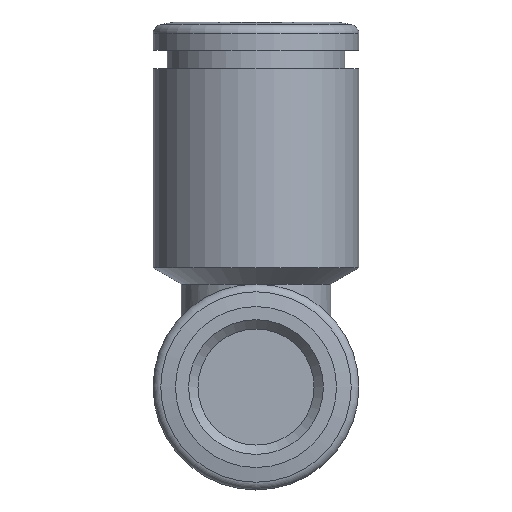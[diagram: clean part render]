
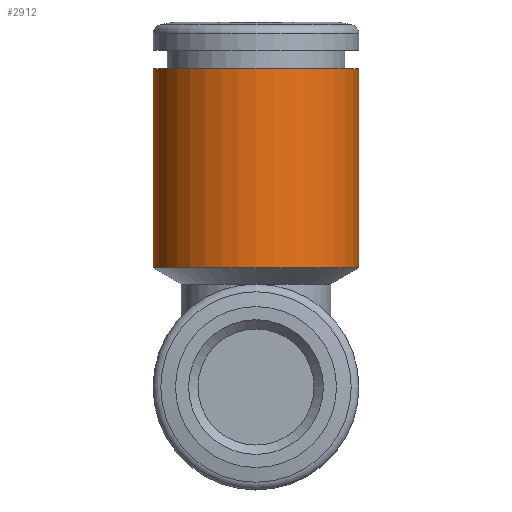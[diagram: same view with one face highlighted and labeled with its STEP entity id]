
A CAD part, left-side view. The second image highlights one B-rep face of the part: STEP entity #2912.
In plain terms, the highlighted cylindrical face has radius 5.5 mm (diameter 11 mm), a full revolution.
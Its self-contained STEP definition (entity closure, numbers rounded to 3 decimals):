
#1048=CYLINDRICAL_SURFACE('',#2742,5.5);
#1158=ORIENTED_EDGE('',*,*,#1468,.T.);
#1159=ORIENTED_EDGE('',*,*,#1467,.F.);
#1285=CIRCLE('',#2741,5.5);
#1286=CIRCLE('',#2743,5.5);
#1375=VERTEX_POINT('',#2510);
#1376=VERTEX_POINT('',#2513);
#1467=EDGE_CURVE('',#1375,#1375,#1285,.T.);
#1468=EDGE_CURVE('',#1376,#1376,#1286,.T.);
#1590=EDGE_LOOP('',(#1158));
#1591=EDGE_LOOP('',(#1159));
#1760=FACE_BOUND('',#1590,.T.);
#1761=FACE_BOUND('',#1591,.T.);
#2026=DIRECTION('',(1.,0.,0.));
#2027=DIRECTION('',(0.,-5.5,0.));
#2028=DIRECTION('',(1.,0.,0.));
#2029=DIRECTION('',(0.,-1.,0.));
#2030=DIRECTION('',(1.,0.,0.));
#2031=DIRECTION('',(0.,-5.5,0.));
#2510=CARTESIAN_POINT('',(137.835,166.044,0.));
#2511=CARTESIAN_POINT('',(137.835,171.544,0.));
#2512=CARTESIAN_POINT('',(127.202,171.544,0.));
#2513=CARTESIAN_POINT('',(127.202,166.044,0.));
#2514=CARTESIAN_POINT('',(127.202,171.544,0.));
#2741=AXIS2_PLACEMENT_3D('',#2511,#2026,#2027);
#2742=AXIS2_PLACEMENT_3D('',#2512,#2028,#2029);
#2743=AXIS2_PLACEMENT_3D('',#2514,#2030,#2031);
#2912=ADVANCED_FACE('',(#1760,#1761),#1048,.T.);
